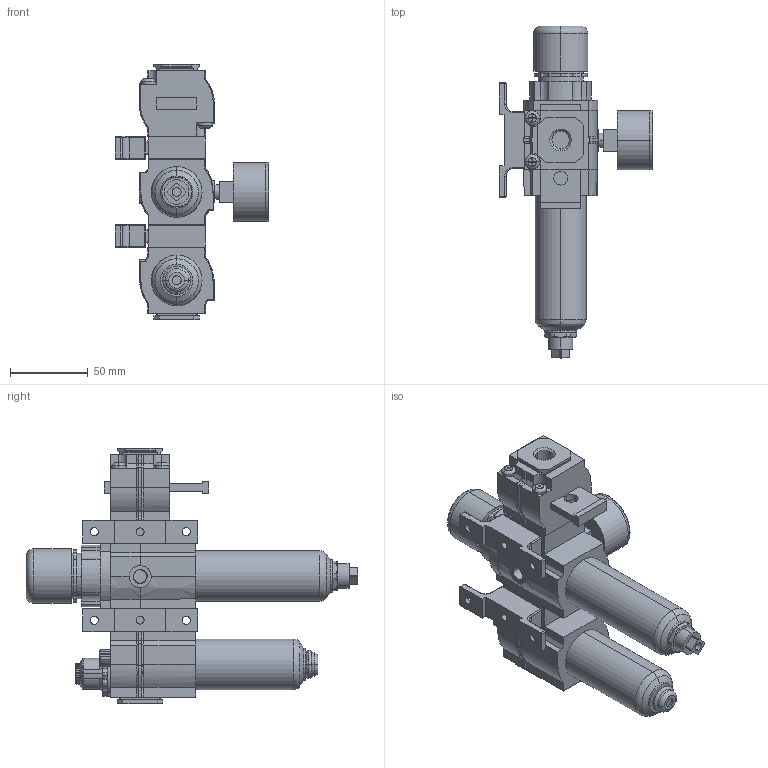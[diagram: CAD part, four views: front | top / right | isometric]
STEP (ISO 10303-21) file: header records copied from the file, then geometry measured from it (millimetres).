
FILE_DESCRIPTION (( 'STEP AP214' ), '1' );
FILE_NAME ('Norgren-BL72-201GA.STEP', '2019-03-22T12:50:38', ( '' ), ( '' ), 'SwSTEP 2.0', 'SolidWorks 2019', '' );
FILE_SCHEMA (( 'AUTOMOTIVE_DESIGN' ));
Length unit declared in the file: millimetre
Products named in the file (21): Norgren-BL72-201GA_BL72_T72_2; Norgren-BL72-201GA_BL72_L72_2ET; Norgren-BL72-201GA_BL72_4214-51; Norgren-BL72-201GA_BL_72-2; Norgren-BL72-201GA_BL72_Auto Drain; Norgren-BL72-201GA_BL72_ss_41; Norgren-BL72-201GA_BL72_Slide; Norgren-BL72-201GA_BL72_B72g_2KAL; Norgren-BL72-201GA_BL72_ss_16; Norgren-BL72-201GA_BL72_4213-89; Norgren-BL72-201GA_BL72_Screw; Norgren-BL72-201GA; Norgren-BL72-201GA_BL72_ss_43; Norgren-BL72-201GA_BL72_ss_09_A; Norgren-BL72-201GA_BL72_ss_14; Norgren-BL72-201GA_BL72_ss_08-L_E; Norgren-BL72-201GA_BL72_ss_02; Norgren-BL72-201GA_BL72_gauge; Norgren-BL72-201GA_BL72_ss_21_1; Norgren-BL72-201GA_Bl72_ss_74; Norgren-BL72-201GA_BL72_Nut-retainer
Assembly tree (25 placements, depth 4):
  Norgren-BL72-201GA
    Norgren-BL72-201GA_BL72_B72g_2KAL
      Norgren-BL72-201GA_BL72_ss_43
      Norgren-BL72-201GA_BL72_ss_09_A
      Norgren-BL72-201GA_BL72_ss_02
      Norgren-BL72-201GA_BL72_Auto Drain
      Norgren-BL72-201GA_BL72_Nut-retainer
    Norgren-BL72-201GA_BL72_L72_2ET
      Norgren-BL72-201GA_BL72_ss_08-L_E
      Norgren-BL72-201GA_BL_72-2
        Norgren-BL72-201GA_BL72_ss_14
        Norgren-BL72-201GA_BL72_ss_41
        Norgren-BL72-201GA_Bl72_ss_74
      Norgren-BL72-201GA_BL72_ss_16
    Norgren-BL72-201GA_BL72_gauge
    Norgren-BL72-201GA_BL72_T72_2
      Norgren-BL72-201GA_BL72_ss_21_1
      Norgren-BL72-201GA_BL72_Slide
      Norgren-BL72-201GA_BL72_Screw  x4
    Norgren-BL72-201GA_BL72_4214-51  x2
    Norgren-BL72-201GA_BL72_4213-89  x2
Bounding box: 98.85 x 213.14 x 163.75 mm (x, y, z)
Volume: 535793.3 mm3; surface area: 119222.5 mm2
Topology: 22 solids, 24 shells, 1054 faces, 2556 edges, 1583 vertices
Faces by surface type: plane 536, cylinder 344, bspline 82, cone 52, torus 24, sphere 16
Entity records: 33685 total; most frequent: CARTESIAN_POINT 7833, ORIENTED_EDGE 4208, DIRECTION 4111, EDGE_CURVE 2104, AXIS2_PLACEMENT_3D 1404, VERTEX_POINT 1326, LINE 1303, VECTOR 1303
